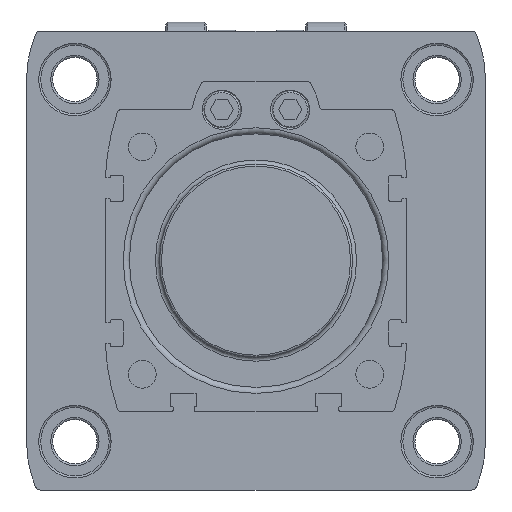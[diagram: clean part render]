
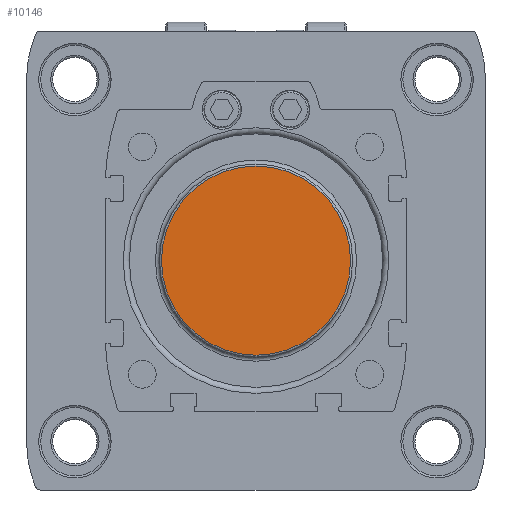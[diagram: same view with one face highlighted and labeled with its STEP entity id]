
A CAD part, front view. The second image highlights one B-rep face of the part: STEP entity #10146.
In plain terms, the highlighted planar face has unit normal (0, -1, 0).
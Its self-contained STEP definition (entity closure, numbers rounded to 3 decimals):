
#251=PLANE('',#11034);
#2671=ORIENTED_EDGE('',*,*,#5195,.T.);
#5195=EDGE_CURVE('',#6459,#6459,#7378,.T.);
#6459=VERTEX_POINT('',#16031);
#7378=CIRCLE('',#11035,23.5);
#7941=EDGE_LOOP('',(#2671));
#8926=FACE_BOUND('',#7941,.T.);
#10146=ADVANCED_FACE('',(#8926),#251,.T.);
#11034=AXIS2_PLACEMENT_3D('',#16029,#12755,#12756);
#11035=AXIS2_PLACEMENT_3D('',#16030,#12757,#12758);
#12755=DIRECTION('',(0.,-1.,0.));
#12756=DIRECTION('',(0.,0.,-1.));
#12757=DIRECTION('',(0.,-1.,0.));
#12758=DIRECTION('',(0.,0.,-1.));
#16029=CARTESIAN_POINT('',(0.,2.,0.));
#16030=CARTESIAN_POINT('',(0.,2.,0.));
#16031=CARTESIAN_POINT('',(0.,2.,-23.5));
